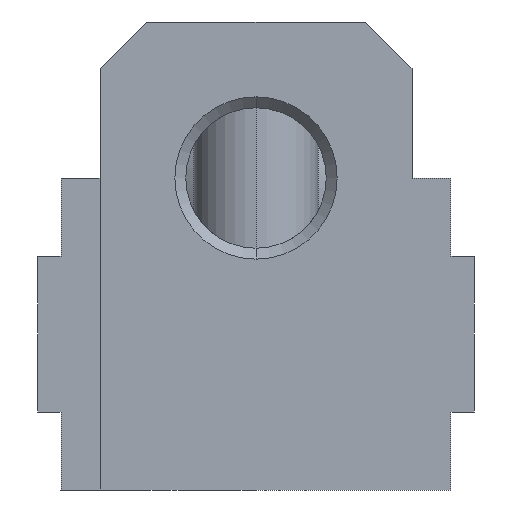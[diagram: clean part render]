
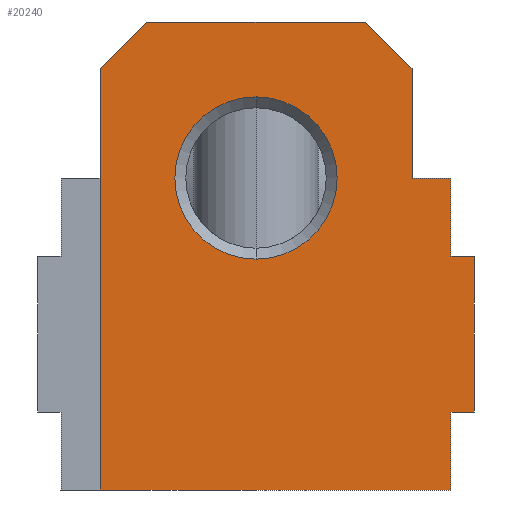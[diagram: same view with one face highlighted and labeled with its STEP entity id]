
A CAD part, front view. The second image highlights one B-rep face of the part: STEP entity #20240.
In plain terms, the highlighted face is planar.
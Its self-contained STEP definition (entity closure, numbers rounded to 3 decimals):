
#16420=CARTESIAN_POINT('',(10.,-4.,71.));
#16430=VERTEX_POINT('',#16420);
#16600=CARTESIAN_POINT('',(-17.,-4.,71.));
#16610=VERTEX_POINT('',#16600);
#16640=CARTESIAN_POINT('',(0.,-4.,71.));
#16650=DIRECTION('',(1.,0.,0.));
#16660=VECTOR('',#16650,1.);
#16670=LINE('',#16640,#16660);
#16680=EDGE_CURVE('',#16610,#16430,#16670,.T.);
#17030=CARTESIAN_POINT('',(-5.,20.,71.));
#17040=VERTEX_POINT('',#17030);
#17070=CARTESIAN_POINT('',(-5.,20.,71.));
#17080=DIRECTION('',(0.,-1.,0.));
#17090=VECTOR('',#17080,1.);
#17100=LINE('',#17070,#17090);
#17110=CARTESIAN_POINT('',(-5.,18.5,71.));
#17120=VERTEX_POINT('',#17110);
#17130=EDGE_CURVE('',#17040,#17120,#17100,.T.);
#17530=CARTESIAN_POINT('',(-10.,20.,71.));
#17540=DIRECTION('',(0.,-1.,0.));
#17550=VECTOR('',#17540,1.);
#17560=LINE('',#17530,#17550);
#17570=CARTESIAN_POINT('',(-10.,18.5,71.));
#17580=VERTEX_POINT('',#17570);
#17590=CARTESIAN_POINT('',(-10.,16.,71.));
#17600=VERTEX_POINT('',#17590);
#17610=EDGE_CURVE('',#17580,#17600,#17560,.T.);
#18330=CARTESIAN_POINT('',(-20.,-1.,71.));
#18340=VERTEX_POINT('',#18330);
#18390=CARTESIAN_POINT('',(-41.,20.,71.));
#18400=DIRECTION('',(-0.707,0.707,0.));
#18410=VECTOR('',#18400,1.);
#18420=LINE('',#18390,#18410);
#18430=EDGE_CURVE('',#16610,#18340,#18420,.T.);
#18780=CARTESIAN_POINT('',(5.,20.,71.));
#18790=VERTEX_POINT('',#18780);
#18820=CARTESIAN_POINT('',(0.,20.,71.));
#18830=DIRECTION('',(-1.,0.,0.));
#18840=VECTOR('',#18830,1.);
#18850=LINE('',#18820,#18840);
#18860=EDGE_CURVE('',#18790,#17040,#18850,.T.);
#19320=CARTESIAN_POINT('',(-17.,16.,71.));
#19330=VERTEX_POINT('',#19320);
#19450=CARTESIAN_POINT('',(0.,16.,71.));
#19460=DIRECTION('',(-1.,0.,0.));
#19470=VECTOR('',#19460,1.);
#19480=LINE('',#19450,#19470);
#19490=EDGE_CURVE('',#17600,#19330,#19480,.T.);
#19540=CARTESIAN_POINT('',(-20.3,-3.76,71.));
#19550=DIRECTION('',(0.,0.,1.));
#19560=DIRECTION('',(1.,0.,0.));
#19570=AXIS2_PLACEMENT_3D('',#19540,#19550,#19560);
#19580=PLANE('',#19570);
#19590=ORIENTED_EDGE('',*,*,#18430,.F.);
#19600=CARTESIAN_POINT('',(-20.,20.,71.));
#19610=DIRECTION('',(0.,-1.,0.));
#19620=VECTOR('',#19610,1.);
#19630=LINE('',#19600,#19620);
#19640=CARTESIAN_POINT('',(-20.,13.,71.));
#19650=VERTEX_POINT('',#19640);
#19660=EDGE_CURVE('',#19650,#18340,#19630,.T.);
#19670=ORIENTED_EDGE('',*,*,#19660,.T.);
#19680=CARTESIAN_POINT('',(0.,33.,71.));
#19690=DIRECTION('',(0.707,0.707,0.));
#19700=VECTOR('',#19690,1.);
#19710=LINE('',#19680,#19700);
#19720=EDGE_CURVE('',#19650,#19330,#19710,.T.);
#19730=ORIENTED_EDGE('',*,*,#19720,.F.);
#19740=ORIENTED_EDGE('',*,*,#19490,.T.);
#19750=ORIENTED_EDGE('',*,*,#17610,.T.);
#19760=CARTESIAN_POINT('',(0.,18.5,71.));
#19770=DIRECTION('',(-1.,0.,0.));
#19780=VECTOR('',#19770,1.);
#19790=LINE('',#19760,#19780);
#19800=EDGE_CURVE('',#17120,#17580,#19790,.T.);
#19810=ORIENTED_EDGE('',*,*,#19800,.T.);
#19820=ORIENTED_EDGE('',*,*,#17130,.T.);
#19830=ORIENTED_EDGE('',*,*,#18860,.T.);
#19840=CARTESIAN_POINT('',(5.,20.,71.));
#19850=DIRECTION('',(0.,1.,0.));
#19860=VECTOR('',#19850,1.);
#19870=LINE('',#19840,#19860);
#19880=CARTESIAN_POINT('',(5.,18.5,71.));
#19890=VERTEX_POINT('',#19880);
#19900=EDGE_CURVE('',#19890,#18790,#19870,.T.);
#19910=ORIENTED_EDGE('',*,*,#19900,.T.);
#19920=CARTESIAN_POINT('',(0.,18.5,71.));
#19930=DIRECTION('',(-1.,0.,0.));
#19940=VECTOR('',#19930,1.);
#19950=LINE('',#19920,#19940);
#19960=CARTESIAN_POINT('',(10.,18.5,71.));
#19970=VERTEX_POINT('',#19960);
#19980=EDGE_CURVE('',#19970,#19890,#19950,.T.);
#19990=ORIENTED_EDGE('',*,*,#19980,.T.);
#20000=CARTESIAN_POINT('',(10.,-28.,71.));
#20010=DIRECTION('',(0.,-1.,0.));
#20020=VECTOR('',#20010,1.);
#20030=LINE('',#20000,#20020);
#20040=EDGE_CURVE('',#19970,#16430,#20030,.T.);
#20050=ORIENTED_EDGE('',*,*,#20040,.F.);
#20060=ORIENTED_EDGE('',*,*,#16680,.T.);
#20070=EDGE_LOOP('',(#20060,#20050,#19990,#19910,#19830,#19820,#19810,
#19750,#19740,#19730,#19670,#19590));
#20080=FACE_OUTER_BOUND('',#20070,.T.);
#20090=CARTESIAN_POINT('',(-10.,6.,71.));
#20100=DIRECTION('',(0.,0.,-1.));
#20110=DIRECTION('',(1.,0.,0.));
#20120=AXIS2_PLACEMENT_3D('',#20090,#20100,#20110);
#20130=CIRCLE('',#20120,5.2);
#20140=CARTESIAN_POINT('',(-15.2,6.,71.));
#20150=VERTEX_POINT('',#20140);
#20160=CARTESIAN_POINT('',(-4.8,6.,71.));
#20170=VERTEX_POINT('',#20160);
#20180=EDGE_CURVE('',#20150,#20170,#20130,.T.);
#20190=ORIENTED_EDGE('',*,*,#20180,.T.);
#20200=EDGE_CURVE('',#20170,#20150,#20130,.T.);
#20210=ORIENTED_EDGE('',*,*,#20200,.T.);
#20220=EDGE_LOOP('',(#20210,#20190));
#20230=FACE_BOUND('',#20220,.T.);
#20240=ADVANCED_FACE('',(#20080,#20230),#19580,.T.);
